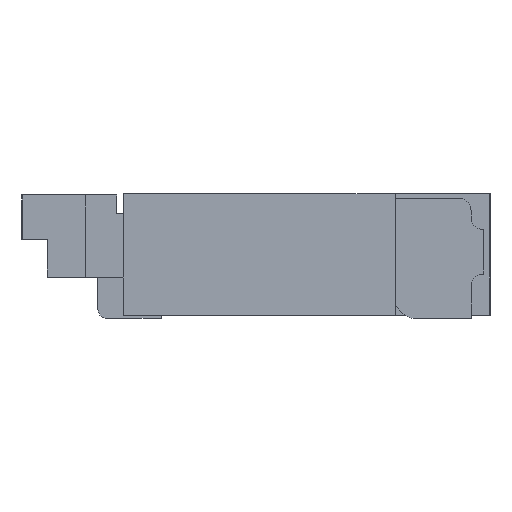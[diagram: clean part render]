
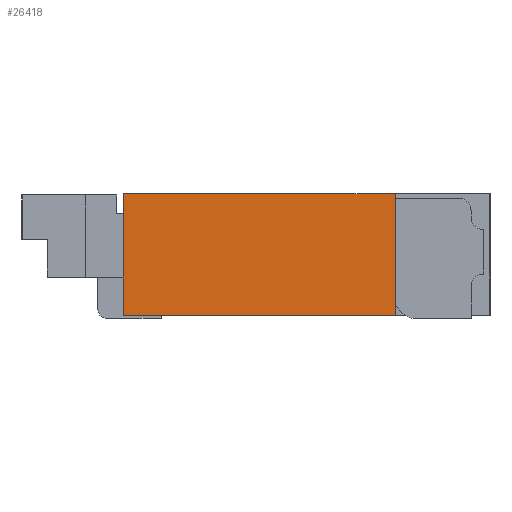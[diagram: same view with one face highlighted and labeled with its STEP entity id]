
A CAD part, left-side view. The second image highlights one B-rep face of the part: STEP entity #26418.
In plain terms, the highlighted planar face has unit normal (-1, 0, 0).
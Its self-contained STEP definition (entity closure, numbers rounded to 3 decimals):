
#3061=ORIENTED_EDGE('',*,*,#10110,.F.);
#3062=ORIENTED_EDGE('',*,*,#10092,.T.);
#3063=ORIENTED_EDGE('',*,*,#10122,.T.);
#3064=ORIENTED_EDGE('',*,*,#10153,.T.);
#10092=EDGE_CURVE('',#13602,#13601,#16629,.T.);
#10110=EDGE_CURVE('',#13602,#13614,#16647,.T.);
#10122=EDGE_CURVE('',#13601,#13623,#16659,.T.);
#10153=EDGE_CURVE('',#13623,#13614,#16690,.T.);
#13601=VERTEX_POINT('',#38979);
#13602=VERTEX_POINT('',#38981);
#13614=VERTEX_POINT('',#39012);
#13623=VERTEX_POINT('',#39035);
#16629=LINE('',#38980,#20526);
#16647=LINE('',#39011,#20544);
#16659=LINE('',#39036,#20556);
#16690=LINE('',#39090,#20587);
#20526=VECTOR('',#31398,1000.);
#20544=VECTOR('',#31418,1000.);
#20556=VECTOR('',#31436,1000.);
#20587=VECTOR('',#31477,1000.);
#22830=EDGE_LOOP('',(#3061,#3062,#3063,#3064));
#24047=FACE_BOUND('',#22830,.T.);
#25264=PLANE('',#27832);
#26418=ADVANCED_FACE('',(#24047),#25264,.T.);
#27832=AXIS2_PLACEMENT_3D('',#39540,#31730,#31731);
#31398=DIRECTION('',(0.,1.,0.));
#31418=DIRECTION('',(0.,0.,-1.));
#31436=DIRECTION('',(0.,0.,-1.));
#31477=DIRECTION('',(0.,-1.,0.));
#31730=DIRECTION('',(-1.,0.,0.));
#31731=DIRECTION('',(0.,0.,1.));
#38979=CARTESIAN_POINT('',(-13.5,1.45,0.48));
#38980=CARTESIAN_POINT('',(-13.5,-1.45,0.48));
#38981=CARTESIAN_POINT('',(-13.5,-0.7,0.48));
#39011=CARTESIAN_POINT('',(-13.5,-0.7,0.));
#39012=CARTESIAN_POINT('',(-13.5,-0.7,-0.48));
#39035=CARTESIAN_POINT('',(-13.5,1.45,-0.48));
#39036=CARTESIAN_POINT('',(-13.5,1.45,0.48));
#39090=CARTESIAN_POINT('',(-13.5,1.45,-0.48));
#39540=CARTESIAN_POINT('',(-13.5,0.,0.));
